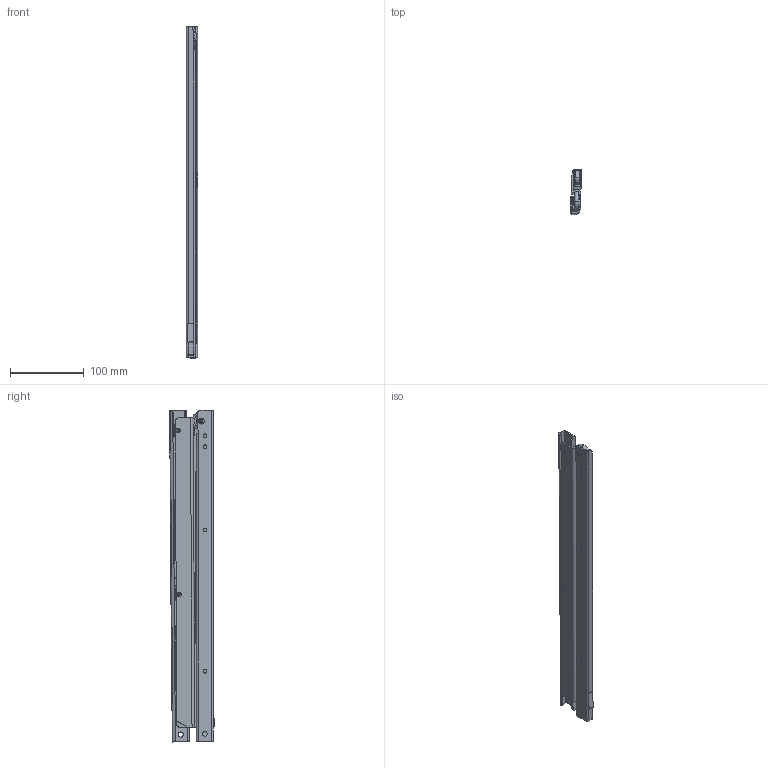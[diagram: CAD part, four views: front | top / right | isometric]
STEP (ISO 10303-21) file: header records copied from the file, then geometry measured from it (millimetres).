
FILE_DESCRIPTION (( 'STEP AP214' ), '1' );
FILE_NAME ('CS# 6010.450-GA.SB00_closed.STEP', '2023-03-09T18:01:57', ( '' ), ( '' ), 'SwSTEP 2.0', 'SolidWorks 2020', '' );
FILE_SCHEMA (( 'AUTOMOTIVE_DESIGN' ));
Length unit declared in the file: millimetre
Products named in the file (21): CS# 6010.XXX-03.0000_450mm; AS-033; CS# 6010.XXX-02.0000_NL 450 - KR-070; CS# 6010.XXX-03.0000_NL450; GA-009_B02-101 vernietet; KR-071; B02-138_vernietet AS-033; bkr070_beidseitig vernietet D=4,95; DIN 9021 A_M  3    - › 9,0 - ›3,2 - 0,8; GA-009; IV-Scheibe 12-4,5-1,0_ › 10 - ›3,5 - 1,0; KR-070; CS# 6010.XXX-01.0000_450mm; CS# 6010.XXX-01.0000_NL450 - KR-071; KR-071_vernietet; bkr071_eingenietet; B02-101_B02-101 vernietet; KR-070_vernietet Mat. 2mm; CS# 6010.450-GA.SB00_closed; CS# 6010.XXX-02.0000_NL 450; AS-033_B02-138
Assembly tree (23 placements, depth 4):
  CS# 6010.450-GA.SB00_closed
    CS# 6010.XXX-01.0000_NL450 - KR-071
      CS# 6010.XXX-01.0000_450mm
      GA-009_B02-101 vernietet
        GA-009
        B02-101_B02-101 vernietet
      KR-071_vernietet
        KR-071
        bkr071_eingenietet
        IV-Scheibe 12-4,5-1,0_ › 10 - ›3,5 - 1,0
    CS# 6010.XXX-02.0000_NL 450 - KR-070
      CS# 6010.XXX-02.0000_NL 450
      AS-033_B02-138
        AS-033
        B02-138_vernietet AS-033
      KR-070_vernietet Mat. 2mm  x3
        bkr070_beidseitig vernietet D=4,95
        KR-070
        DIN 9021 A_M  3    - › 9,0 - ›3,2 - 0,8
    CS# 6010.XXX-03.0000_NL450
      CS# 6010.XXX-03.0000_450mm
      GA-009_B02-101 vernietet
        GA-009
        B02-101_B02-101 vernietet
Bounding box: 15 x 60.8 x 451.01 mm (x, y, z)
Volume: 142560.8 mm3; surface area: 138357.2 mm2
Topology: 21 solids, 21 shells, 2072 faces, 5165 edges, 3219 vertices
Faces by surface type: plane 815, cylinder 441, bspline 393, torus 242, cone 145, sphere 36
Entity records: 67061 total; most frequent: CARTESIAN_POINT 27056, ORIENTED_EDGE 7396, DIRECTION 6368, EDGE_CURVE 3698, VERTEX_POINT 2341, AXIS2_PLACEMENT_3D 2247, VECTOR 1874, LINE 1874
